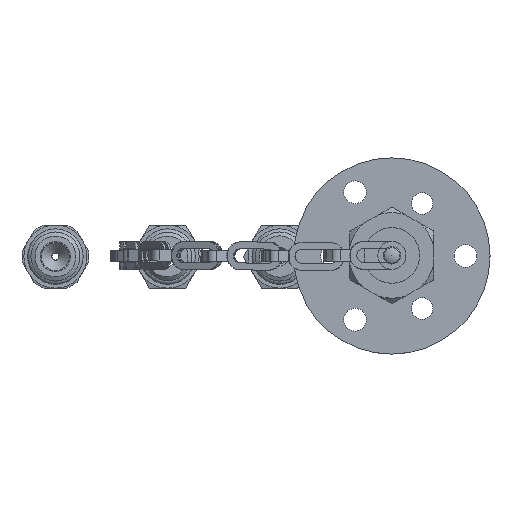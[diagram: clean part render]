
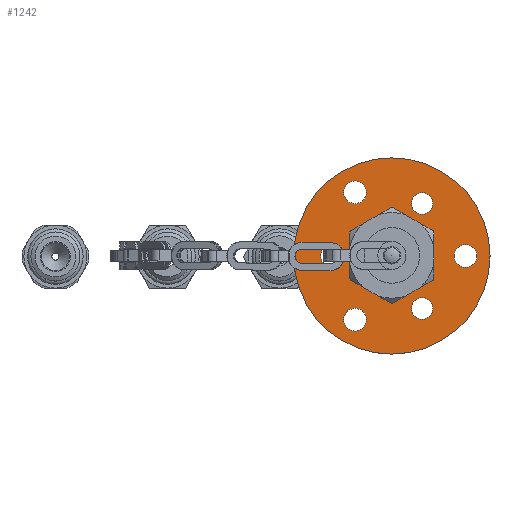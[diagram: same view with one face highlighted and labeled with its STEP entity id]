
A CAD part, top view. The second image highlights one B-rep face of the part: STEP entity #1242.
In plain terms, the highlighted face is planar.
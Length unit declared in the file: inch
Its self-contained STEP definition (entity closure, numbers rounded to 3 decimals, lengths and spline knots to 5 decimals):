
#1242=ADVANCED_FACE('',(#2695,#2696,#2697,#2698,#2699,#2700,#2701,#2702),#2703,.T.);
#2695=FACE_BOUND('',#4849,.T.);
#2696=FACE_BOUND('',#4850,.T.);
#2697=FACE_BOUND('',#4851,.T.);
#2698=FACE_OUTER_BOUND('',#4852,.T.);
#2699=FACE_BOUND('',#4853,.T.);
#2700=FACE_BOUND('',#4854,.T.);
#2701=FACE_BOUND('',#4855,.T.);
#2702=FACE_BOUND('',#4856,.T.);
#2703=PLANE('',#4857);
#4849=EDGE_LOOP('',(#6997));
#4850=EDGE_LOOP('',(#6998));
#4851=EDGE_LOOP('',(#6999));
#4852=EDGE_LOOP('',(#7000));
#4853=EDGE_LOOP('',(#7001));
#4854=EDGE_LOOP('',(#7002));
#4855=EDGE_LOOP('',(#7003));
#4856=EDGE_LOOP('',(#7004));
#4857=AXIS2_PLACEMENT_3D('',#7005,#7006,#7007);
#6997=ORIENTED_EDGE('',*,*,#11867,.T.);
#6998=ORIENTED_EDGE('',*,*,#11868,.T.);
#6999=ORIENTED_EDGE('',*,*,#11869,.T.);
#7000=ORIENTED_EDGE('',*,*,#11870,.T.);
#7001=ORIENTED_EDGE('',*,*,#11871,.T.);
#7002=ORIENTED_EDGE('',*,*,#11872,.T.);
#7003=ORIENTED_EDGE('',*,*,#11873,.T.);
#7004=ORIENTED_EDGE('',*,*,#11874,.T.);
#7005=CARTESIAN_POINT('',(0.0,0.0,-1.06446));
#7006=DIRECTION('',(0.0,0.0,-1.0));
#7007=DIRECTION('',(0.0,1.0,0.0));
#11867=EDGE_CURVE('',#13713,#13713,#13714,.T.);
#11868=EDGE_CURVE('',#13715,#13715,#13716,.T.);
#11869=EDGE_CURVE('',#13717,#13717,#13718,.T.);
#11870=EDGE_CURVE('',#13719,#13719,#13720,.T.);
#11871=EDGE_CURVE('',#13721,#13721,#13722,.T.);
#11872=EDGE_CURVE('',#13723,#13723,#13724,.T.);
#11873=EDGE_CURVE('',#13725,#13725,#13726,.T.);
#11874=EDGE_CURVE('',#13727,#13727,#13728,.T.);
#13713=VERTEX_POINT('',#16455);
#13714=CIRCLE('',#16456,0.0955);
#13715=VERTEX_POINT('',#16457);
#13716=CIRCLE('',#16458,0.1015);
#13717=VERTEX_POINT('',#16459);
#13718=CIRCLE('',#16460,0.1015);
#13719=VERTEX_POINT('',#16461);
#13720=CIRCLE('',#16462,0.875);
#13721=VERTEX_POINT('',#16463);
#13722=CIRCLE('',#16464,0.2516);
#13723=VERTEX_POINT('',#16465);
#13724=CIRCLE('',#16466,0.1015);
#13725=VERTEX_POINT('',#16467);
#13726=CIRCLE('',#16468,0.0955);
#13727=VERTEX_POINT('',#16469);
#13728=CIRCLE('',#16470,0.0955);
#16455=CARTESIAN_POINT('',(0.2225,-0.38538,-1.06446));
#16456=AXIS2_PLACEMENT_3D('',#21301,#21302,#21303);
#16457=CARTESIAN_POINT('',(-0.2401,-0.61886,-1.06446));
#16458=AXIS2_PLACEMENT_3D('',#21304,#21305,#21306);
#16459=CARTESIAN_POINT('',(0.656,0.1015,-1.06446));
#16460=AXIS2_PLACEMENT_3D('',#21307,#21308,#21309);
#16461=CARTESIAN_POINT('',(0.0,0.875,-1.06446));
#16462=AXIS2_PLACEMENT_3D('',#21310,#21311,#21312);
#16463=CARTESIAN_POINT('',(0.,-0.2516,-1.06446));
#16464=AXIS2_PLACEMENT_3D('',#21313,#21314,#21315);
#16465=CARTESIAN_POINT('',(-0.4159,0.51736,-1.06446));
#16466=AXIS2_PLACEMENT_3D('',#21316,#21317,#21318);
#16467=CARTESIAN_POINT('',(-0.445,0.,-1.06446));
#16468=AXIS2_PLACEMENT_3D('',#21319,#21320,#21321);
#16469=CARTESIAN_POINT('',(0.2225,0.38538,-1.06446));
#16470=AXIS2_PLACEMENT_3D('',#21322,#21323,#21324);
#21301=CARTESIAN_POINT('',(0.27025,-0.46809,-1.06446));
#21302=DIRECTION('',(0.0,0.0,1.0));
#21303=DIRECTION('',(-0.5,0.866,0.0));
#21304=CARTESIAN_POINT('',(-0.328,-0.56811,-1.06446));
#21305=DIRECTION('',(0.0,0.0,1.0));
#21306=DIRECTION('',(0.866,-0.5,0.0));
#21307=CARTESIAN_POINT('',(0.656,0.,-1.06446));
#21308=DIRECTION('',(0.0,-0.0,1.0));
#21309=DIRECTION('',(0.0,1.0,0.0));
#21310=CARTESIAN_POINT('',(0.0,0.0,-1.06446));
#21311=DIRECTION('',(0.0,0.0,-1.0));
#21312=DIRECTION('',(0.0,1.0,0.0));
#21313=CARTESIAN_POINT('',(0.,0.,-1.06446));
#21314=DIRECTION('',(0.0,0.,1.0));
#21315=DIRECTION('',(0.0,-1.0,0.));
#21316=CARTESIAN_POINT('',(-0.328,0.56811,-1.06446));
#21317=DIRECTION('',(0.0,0.0,1.0));
#21318=DIRECTION('',(-0.866,-0.5,0.0));
#21319=CARTESIAN_POINT('',(-0.5405,0.,-1.06446));
#21320=DIRECTION('',(0.0,0.0,1.0));
#21321=DIRECTION('',(1.0,0.0,0.0));
#21322=CARTESIAN_POINT('',(0.27025,0.46809,-1.06446));
#21323=DIRECTION('',(0.0,0.0,1.0));
#21324=DIRECTION('',(-0.5,-0.866,0.0));
